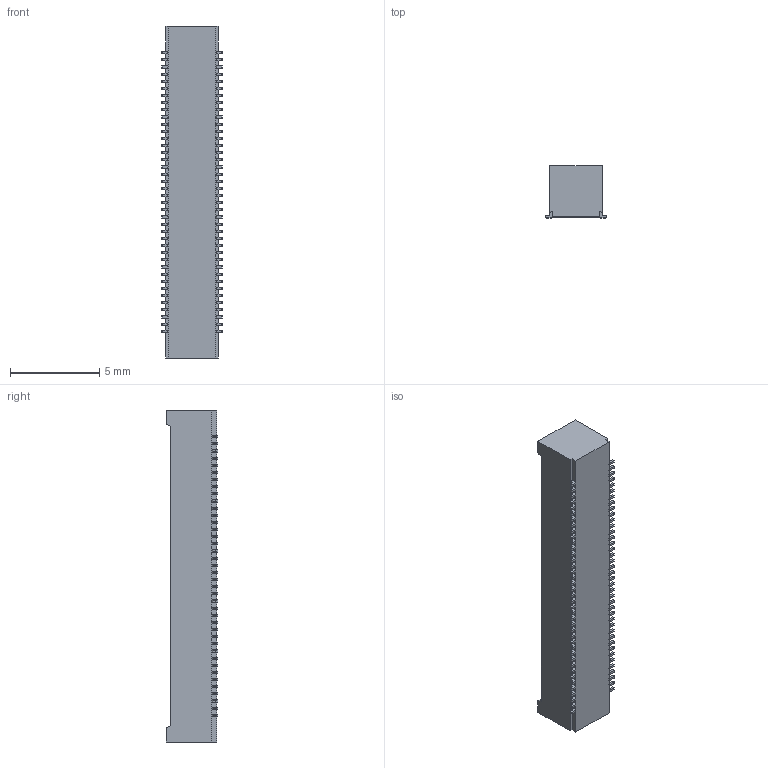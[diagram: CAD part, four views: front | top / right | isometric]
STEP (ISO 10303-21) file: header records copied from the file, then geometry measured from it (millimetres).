
FILE_DESCRIPTION(('CoCreate Modeling STEP Export'),'2;1');
FILE_NAME('DF40HC(3.0)-80DS.stp','2011-12-16T 9:39:56',(''),(''),'CoCreate Modeling STEP processor for AP214 (Solid Model)','CoCreate Modeling 17.0 01-Apr-2010 (C) Parametric Technology GmbH','');
FILE_SCHEMA(('AUTOMOTIVE_DESIGN { 1 0 10303 214 1 1 1 1 }'));
Length unit declared in the file: millimetre
Products named in the file (1): DF40HC(3.0)-80DS-0.4V
Bounding box: 3.38 x 2.9 x 18.6 mm (x, y, z)
Volume: 121.2 mm3; surface area: 339.2 mm2
Topology: 1 solids, 1 shells, 1717 faces, 4632 edges, 3080 vertices
Faces by surface type: plane 1225, cylinder 492
Entity records: 52484 total; most frequent: ORIENTED_EDGE 9264, CARTESIAN_POINT 9254, DIRECTION 8548, EDGE_CURVE 4632, VECTOR 3640, LINE 3640, VERTEX_POINT 3080, AXIS2_PLACEMENT_3D 2454
